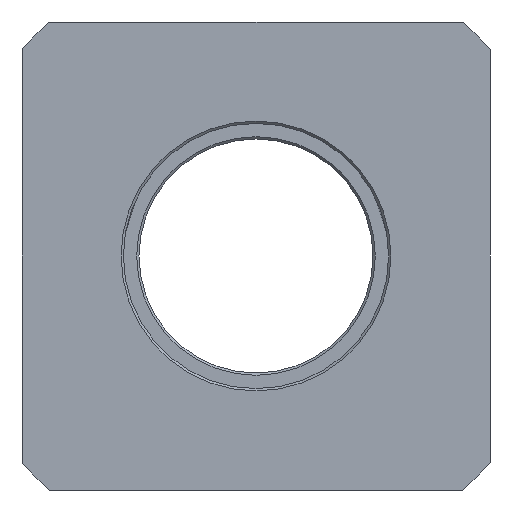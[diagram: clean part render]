
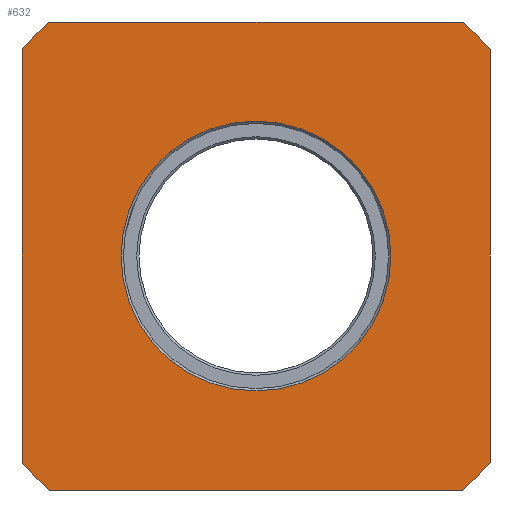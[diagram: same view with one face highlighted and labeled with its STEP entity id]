
A CAD part, left-side view. The second image highlights one B-rep face of the part: STEP entity #632.
In plain terms, the highlighted planar face has unit normal (-1, 0, 0).
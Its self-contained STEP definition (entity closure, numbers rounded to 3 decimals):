
#61=FACE_BOUND($,#190,.T.);
#91=CIRCLE($,#667,40.);
#92=CIRCLE($,#669,40.);
#93=CIRCLE($,#671,40.);
#99=CIRCLE($,#686,17.3);
#101=CIRCLE($,#690,40.);
#138=FACE_OUTER_BOUND($,#189,.T.);
#189=EDGE_LOOP($,(#501,#502,#503,#504,#505,#506,#507,#508));
#190=EDGE_LOOP($,(#509));
#235=LINE($,#927,#269);
#239=LINE($,#936,#273);
#243=LINE($,#945,#277);
#249=LINE($,#970,#283);
#269=VECTOR($,#738,52.915);
#273=VECTOR($,#744,52.915);
#277=VECTOR($,#750,52.915);
#283=VECTOR($,#782,52.915);
#302=VERTEX_POINT($,#923);
#304=VERTEX_POINT($,#926);
#306=VERTEX_POINT($,#932);
#308=VERTEX_POINT($,#935);
#310=VERTEX_POINT($,#941);
#312=VERTEX_POINT($,#944);
#317=VERTEX_POINT($,#960);
#318=VERTEX_POINT($,#964);
#332=VERTEX_POINT($,#1301);
#364=EDGE_CURVE($,#304,#302,#235,.T.);
#368=EDGE_CURVE($,#308,#306,#239,.T.);
#372=EDGE_CURVE($,#312,#310,#243,.T.);
#381=EDGE_CURVE($,#304,#317,#91,.T.);
#384=EDGE_CURVE($,#318,#310,#92,.T.);
#385=EDGE_CURVE($,#312,#306,#93,.T.);
#386=EDGE_CURVE($,#318,#317,#249,.T.);
#400=EDGE_CURVE($,#332,#332,#99,.T.);
#402=EDGE_CURVE($,#308,#302,#101,.T.);
#501=ORIENTED_EDGE($,*,*,#364,.T.);
#502=ORIENTED_EDGE($,*,*,#402,.F.);
#503=ORIENTED_EDGE($,*,*,#368,.T.);
#504=ORIENTED_EDGE($,*,*,#385,.F.);
#505=ORIENTED_EDGE($,*,*,#372,.T.);
#506=ORIENTED_EDGE($,*,*,#384,.F.);
#507=ORIENTED_EDGE($,*,*,#386,.T.);
#508=ORIENTED_EDGE($,*,*,#381,.F.);
#509=ORIENTED_EDGE($,*,*,#400,.F.);
#606=PLANE($,#689);
#632=ADVANCED_FACE($,(#138,#61),#606,.T.);
#667=AXIS2_PLACEMENT_3D($,#961,#768,#769);
#669=AXIS2_PLACEMENT_3D($,#966,#774,#775);
#671=AXIS2_PLACEMENT_3D($,#968,#778,#779);
#686=AXIS2_PLACEMENT_3D($,#1302,#809,#810);
#689=AXIS2_PLACEMENT_3D($,#1306,#815,#816);
#690=AXIS2_PLACEMENT_3D($,#1307,#817,#818);
#738=DIRECTION($,(0.,-1.,0.));
#744=DIRECTION($,(0.,0.,1.));
#750=DIRECTION($,(0.,1.,0.));
#768=DIRECTION('center_axis',(1.,0.,0.));
#769=DIRECTION('ref_axis',(0.,1.,0.));
#774=DIRECTION('center_axis',(1.,0.,0.));
#775=DIRECTION('ref_axis',(0.,1.,0.));
#778=DIRECTION('center_axis',(1.,0.,0.));
#779=DIRECTION('ref_axis',(0.,1.,0.));
#782=DIRECTION($,(0.,0.,-1.));
#809=DIRECTION('center_axis',(-1.,0.,0.));
#810=DIRECTION('ref_axis',(0.,-1.,0.));
#815=DIRECTION('center_axis',(-1.,0.,0.));
#816=DIRECTION('ref_axis',(0.,0.,1.));
#817=DIRECTION('center_axis',(1.,0.,0.));
#818=DIRECTION('ref_axis',(0.,1.,0.));
#923=CARTESIAN_POINT('',(-75.,-26.458,-30.));
#926=CARTESIAN_POINT('',(-75.,26.458,-30.));
#927=CARTESIAN_POINT($,(-75.,-8.101,-30.));
#932=CARTESIAN_POINT('',(-75.,-30.,26.458));
#935=CARTESIAN_POINT('',(-75.,-30.,-26.458));
#936=CARTESIAN_POINT($,(-75.,-30.,22.601));
#941=CARTESIAN_POINT('',(-75.,26.458,30.));
#944=CARTESIAN_POINT('',(-75.,-26.458,30.));
#945=CARTESIAN_POINT($,(-75.,37.101,30.));
#960=CARTESIAN_POINT('',(-75.,30.,-26.458));
#961=CARTESIAN_POINT('Origin',(-75.,0.,0.));
#964=CARTESIAN_POINT('',(-75.,30.,26.458));
#966=CARTESIAN_POINT('Origin',(-75.,0.,0.));
#968=CARTESIAN_POINT('Origin',(-75.,0.,0.));
#970=CARTESIAN_POINT($,(-75.,30.,-22.601));
#1301=CARTESIAN_POINT('',(-75.,17.3,0.));
#1302=CARTESIAN_POINT('Origin',(-75.,0.,0.));
#1306=CARTESIAN_POINT('Origin',(-75.,29.,0.));
#1307=CARTESIAN_POINT('Origin',(-75.,0.,0.));
